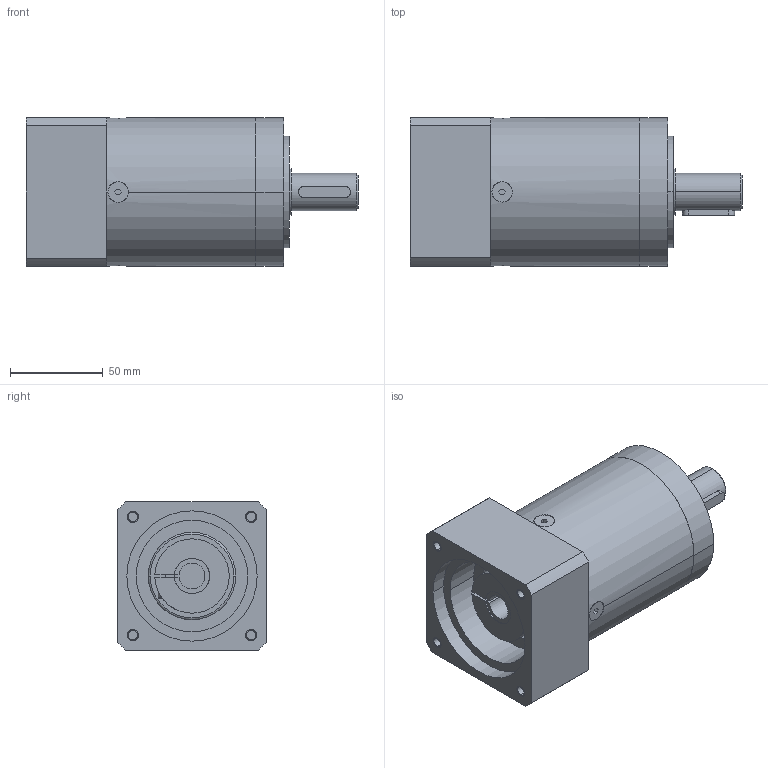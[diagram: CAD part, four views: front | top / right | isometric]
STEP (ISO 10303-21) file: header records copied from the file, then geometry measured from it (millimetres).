
FILE_DESCRIPTION((''),'2;1');
FILE_NAME('MB_PLE_MASTER','2016-11-23T',('agw'),(''),'CREO PARAMETRIC BY PTC INC, 2015290','CREO PARAMETRIC BY PTC INC, 2015290','');
FILE_SCHEMA(('AUTOMOTIVE_DESIGN { 1 0 10303 214 1 1 1 1 }'));
Length unit declared in the file: millimetre
Products named in the file (1): MB_PLE_MASTER
Bounding box: 178.5 x 80 x 80 mm (x, y, z)
Volume: 694130.4 mm3; surface area: 73547.2 mm2
Topology: 1 solids, 11 shells, 184 faces, 427 edges, 277 vertices
Faces by surface type: cylinder 86, plane 86, cone 6, torus 6
Entity records: 6273 total; most frequent: CARTESIAN_POINT 1078, DIRECTION 963, ORIENTED_EDGE 814, EDGE_CURVE 425, AXIS2_PLACEMENT_3D 364, VERTEX_POINT 277, VECTOR 235, LINE 235
